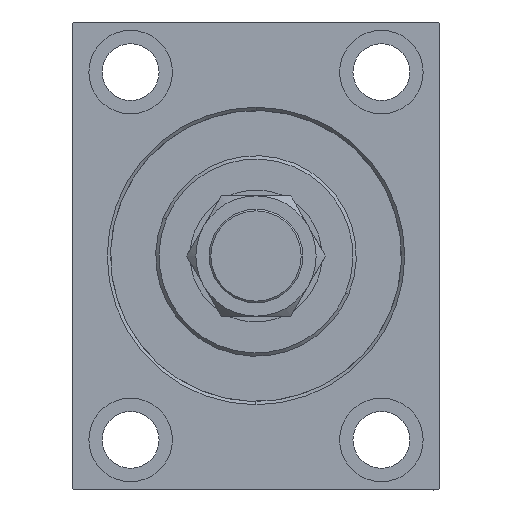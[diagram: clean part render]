
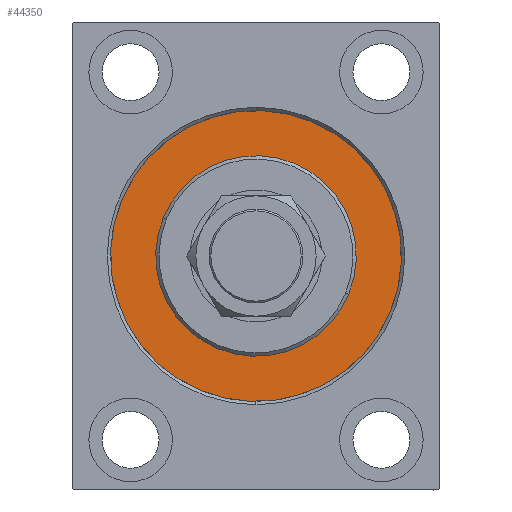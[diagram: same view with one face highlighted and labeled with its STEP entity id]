
A CAD part, left-side view. The second image highlights one B-rep face of the part: STEP entity #44350.
In plain terms, the highlighted face is planar.
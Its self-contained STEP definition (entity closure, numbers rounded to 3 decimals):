
#175 = DIRECTION ( 'NONE',  ( -1., 0., 0. ) ) ;
#635 = DIRECTION ( 'NONE',  ( 1., 0., 0. ) ) ;
#1938 = ORIENTED_EDGE ( 'NONE', *, *, #11851, .F. ) ;
#4089 = CARTESIAN_POINT ( 'NONE',  ( 0., 0., 0. ) ) ;
#4744 = DIRECTION ( 'NONE',  ( -1., 0., 0. ) ) ;
#7313 = PLANE ( 'NONE',  #39014 ) ;
#7970 = DIRECTION ( 'NONE',  ( 0., 0., 1. ) ) ;
#8865 = DIRECTION ( 'NONE',  ( 0., 0., 1. ) ) ;
#10585 = CIRCLE ( 'NONE', #11312, 30. ) ;
#11021 = ORIENTED_EDGE ( 'NONE', *, *, #20319, .F. ) ;
#11140 = AXIS2_PLACEMENT_3D ( 'NONE', #4089, #635, #14696 ) ;
#11312 = AXIS2_PLACEMENT_3D ( 'NONE', #39033, #15077, #21998 ) ;
#11851 = EDGE_CURVE ( 'NONE', #44551, #27380, #16762, .T. ) ;
#13941 = CARTESIAN_POINT ( 'NONE',  ( 0., 0., 43.5 ) ) ;
#14696 = DIRECTION ( 'NONE',  ( 0., 0., -1. ) ) ;
#15077 = DIRECTION ( 'NONE',  ( 1., 0., 0. ) ) ;
#15188 = CARTESIAN_POINT ( 'NONE',  ( 0., 0., -30. ) ) ;
#15553 = EDGE_CURVE ( 'NONE', #27380, #44551, #19094, .T. ) ;
#16762 = CIRCLE ( 'NONE', #23359, 43.5 ) ;
#17693 = CARTESIAN_POINT ( 'NONE',  ( 0., 0., 0. ) ) ;
#19025 = VERTEX_POINT ( 'NONE', #15188 ) ;
#19094 = CIRCLE ( 'NONE', #24211, 43.5 ) ;
#20319 = EDGE_CURVE ( 'NONE', #43293, #19025, #36111, .T. ) ;
#21431 = ORIENTED_EDGE ( 'NONE', *, *, #15553, .F. ) ;
#21998 = DIRECTION ( 'NONE',  ( 0., 0., -1. ) ) ;
#22290 = EDGE_LOOP ( 'NONE', ( #1938, #21431 ) ) ;
#23359 = AXIS2_PLACEMENT_3D ( 'NONE', #26372, #43851, #8865 ) ;
#24211 = AXIS2_PLACEMENT_3D ( 'NONE', #36296, #4744, #7970 ) ;
#25906 = DIRECTION ( 'NONE',  ( 0., 0., 1. ) ) ;
#26372 = CARTESIAN_POINT ( 'NONE',  ( 0., 0., 0. ) ) ;
#26722 = EDGE_CURVE ( 'NONE', #19025, #43293, #10585, .T. ) ;
#27380 = VERTEX_POINT ( 'NONE', #13941 ) ;
#30001 = EDGE_LOOP ( 'NONE', ( #11021, #37504 ) ) ;
#36111 = CIRCLE ( 'NONE', #11140, 30. ) ;
#36296 = CARTESIAN_POINT ( 'NONE',  ( 0., 0., 0. ) ) ;
#37504 = ORIENTED_EDGE ( 'NONE', *, *, #26722, .F. ) ;
#38864 = FACE_OUTER_BOUND ( 'NONE', #22290, .T. ) ;
#39014 = AXIS2_PLACEMENT_3D ( 'NONE', #17693, #175, #25906 ) ;
#39033 = CARTESIAN_POINT ( 'NONE',  ( 0., 0., 0. ) ) ;
#39699 = FACE_BOUND ( 'NONE', #30001, .T. ) ;
#43052 = CARTESIAN_POINT ( 'NONE',  ( 0., 0., -43.5 ) ) ;
#43293 = VERTEX_POINT ( 'NONE', #45233 ) ;
#43851 = DIRECTION ( 'NONE',  ( -1., 0., 0. ) ) ;
#44350 = ADVANCED_FACE ( 'NONE', ( #39699, #38864 ), #7313, .F. ) ;
#44551 = VERTEX_POINT ( 'NONE', #43052 ) ;
#45233 = CARTESIAN_POINT ( 'NONE',  ( 0., 0., 30. ) ) ;
